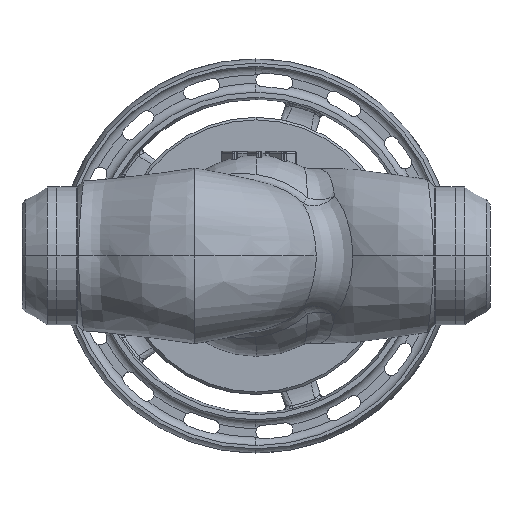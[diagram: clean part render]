
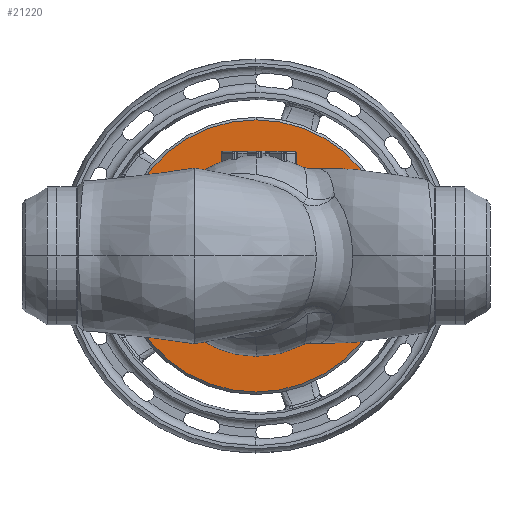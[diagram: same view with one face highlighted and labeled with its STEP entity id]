
A CAD part, front view. The second image highlights one B-rep face of the part: STEP entity #21220.
In plain terms, the highlighted planar face has unit normal (0, -1, 0).
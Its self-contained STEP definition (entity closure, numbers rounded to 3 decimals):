
#361 = CARTESIAN_POINT ( 'NONE',  ( 0., 127., 0. ) ) ;
#2597 = FACE_OUTER_BOUND ( 'NONE', #61756, .T. ) ;
#4390 = ORIENTED_EDGE ( 'NONE', *, *, #25095, .F. ) ;
#5714 = DIRECTION ( 'NONE',  ( 0., -1., 0. ) ) ;
#5931 = DIRECTION ( 'NONE',  ( 0., 0., -1. ) ) ;
#6187 = ORIENTED_EDGE ( 'NONE', *, *, #41690, .F. ) ;
#7014 = PLANE ( 'NONE',  #36406 ) ;
#10699 = CARTESIAN_POINT ( 'NONE',  ( 0., 127., 110.5 ) ) ;
#10913 = AXIS2_PLACEMENT_3D ( 'NONE', #64752, #31870, #70254 ) ;
#12010 = CARTESIAN_POINT ( 'NONE',  ( 0., 127., 79.323 ) ) ;
#12998 = EDGE_LOOP ( 'NONE', ( #4390, #6187 ) ) ;
#13622 = CIRCLE ( 'NONE', #10913, 110.5 ) ;
#13753 = CIRCLE ( 'NONE', #71011, 110.5 ) ;
#15489 = FACE_BOUND ( 'NONE', #12998, .T. ) ;
#16013 = CARTESIAN_POINT ( 'NONE',  ( 0., 127., 0. ) ) ;
#17598 = CARTESIAN_POINT ( 'NONE',  ( -90.791, 127., 0. ) ) ;
#17799 = DIRECTION ( 'NONE',  ( 0., 1., 0. ) ) ;
#19445 = CARTESIAN_POINT ( 'NONE',  ( 0., 127., 0. ) ) ;
#21220 = ADVANCED_FACE ( 'NONE', ( #2597, #15489 ), #7014, .F. ) ;
#21845 = CIRCLE ( 'NONE', #57798, 79.323 ) ;
#22924 = ORIENTED_EDGE ( 'NONE', *, *, #59683, .T. ) ;
#25005 = DIRECTION ( 'NONE',  ( 0., 0., 1. ) ) ;
#25095 = EDGE_CURVE ( 'NONE', #70186, #56569, #21845, .T. ) ;
#31870 = DIRECTION ( 'NONE',  ( 0., -1., 0. ) ) ;
#33317 = CARTESIAN_POINT ( 'NONE',  ( 0., 127., -79.323 ) ) ;
#34794 = DIRECTION ( 'NONE',  ( 0., 0., 1. ) ) ;
#34875 = VERTEX_POINT ( 'NONE', #10699 ) ;
#36406 = AXIS2_PLACEMENT_3D ( 'NONE', #17598, #17799, #34794 ) ;
#38916 = DIRECTION ( 'NONE',  ( 0., -1., 0. ) ) ;
#40532 = CIRCLE ( 'NONE', #47356, 79.323 ) ;
#41690 = EDGE_CURVE ( 'NONE', #56569, #70186, #40532, .T. ) ;
#45698 = CARTESIAN_POINT ( 'NONE',  ( 0., 127., -110.5 ) ) ;
#47272 = EDGE_CURVE ( 'NONE', #34875, #51210, #13753, .T. ) ;
#47356 = AXIS2_PLACEMENT_3D ( 'NONE', #361, #38916, #5931 ) ;
#47584 = ORIENTED_EDGE ( 'NONE', *, *, #47272, .T. ) ;
#51210 = VERTEX_POINT ( 'NONE', #45698 ) ;
#56569 = VERTEX_POINT ( 'NONE', #12010 ) ;
#57798 = AXIS2_PLACEMENT_3D ( 'NONE', #16013, #5714, #59313 ) ;
#57887 = DIRECTION ( 'NONE',  ( 0., -1., 0. ) ) ;
#59313 = DIRECTION ( 'NONE',  ( 0., 0., -1. ) ) ;
#59683 = EDGE_CURVE ( 'NONE', #51210, #34875, #13622, .T. ) ;
#61756 = EDGE_LOOP ( 'NONE', ( #47584, #22924 ) ) ;
#64752 = CARTESIAN_POINT ( 'NONE',  ( 0., 127., 0. ) ) ;
#70186 = VERTEX_POINT ( 'NONE', #33317 ) ;
#70254 = DIRECTION ( 'NONE',  ( 0., 0., 1. ) ) ;
#71011 = AXIS2_PLACEMENT_3D ( 'NONE', #19445, #57887, #25005 ) ;
